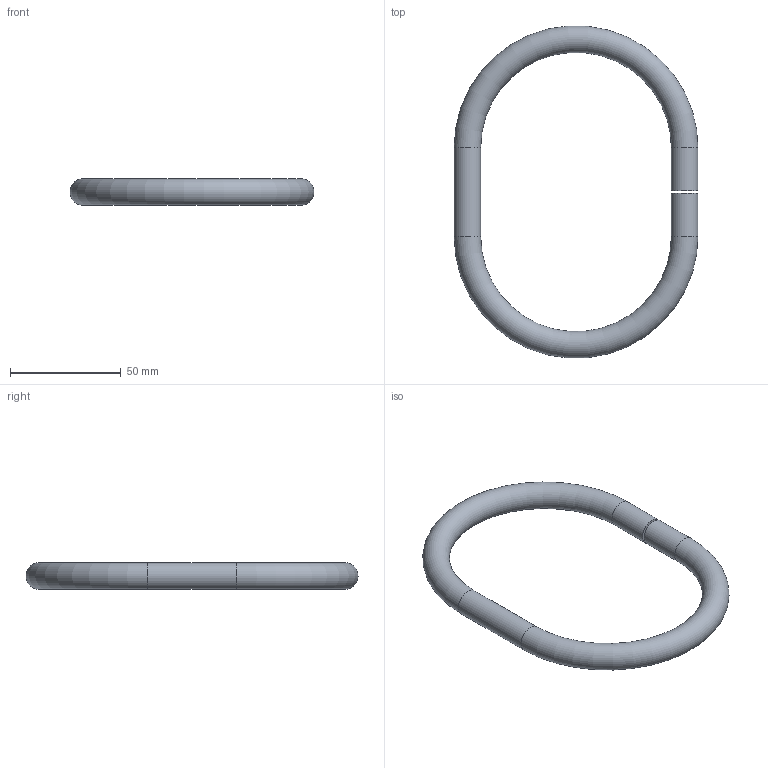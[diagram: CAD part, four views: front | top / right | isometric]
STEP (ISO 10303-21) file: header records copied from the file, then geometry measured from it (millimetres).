
FILE_DESCRIPTION (( 'STEP AP203' ), '1' );
FILE_NAME ('5631.step', '2020-05-18T08:07:12', ( '' ), ( '' ), 'SwSTEP 2.0', 'SolidWorks 2015', '' );
FILE_SCHEMA (( 'CONFIG_CONTROL_DESIGN' ));
Length unit declared in the file: millimetre
Products named in the file (1): 5631
Bounding box: 110 x 149.76 x 12 mm (x, y, z)
Volume: 43754.5 mm3; surface area: 14815.2 mm2
Topology: 1 solids, 1 shells, 174 faces, 465 edges, 309 vertices
Faces by surface type: plane 90, bspline 79, cylinder 3, torus 2
Full cylindrical faces by diameter (mm): 12 x3
Entity records: 9312 total; most frequent: CARTESIAN_POINT 5453, ORIENTED_EDGE 918, DIRECTION 499, EDGE_CURVE 459, VERTEX_POINT 308, LINE 295, VECTOR 295, EDGE_LOOP 195
